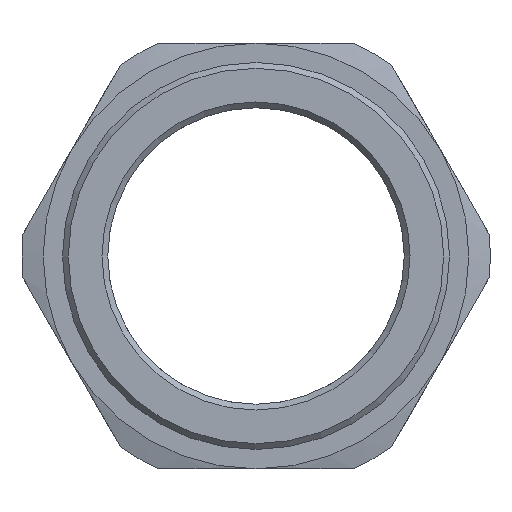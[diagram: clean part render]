
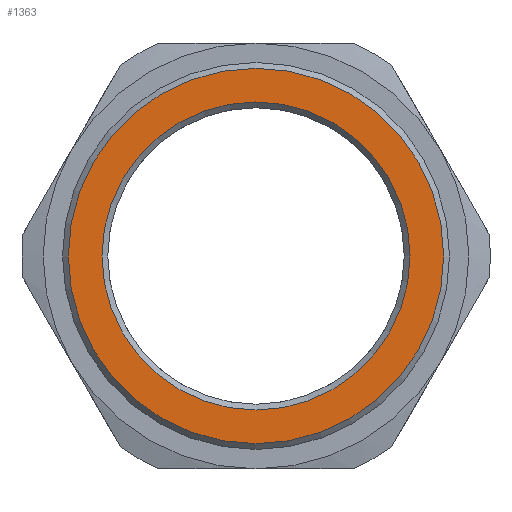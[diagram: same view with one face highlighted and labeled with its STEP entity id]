
A CAD part, left-side view. The second image highlights one B-rep face of the part: STEP entity #1363.
In plain terms, the highlighted planar face has unit normal (-1, 0, 0).
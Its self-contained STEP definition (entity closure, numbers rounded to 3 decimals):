
#194 = DIRECTION ( 'NONE',  ( 0., 0., -1. ) ) ;
#249 = CARTESIAN_POINT ( 'NONE',  ( 0., 0., 0. ) ) ;
#283 = FACE_BOUND ( 'NONE', #2383, .T. ) ;
#444 = ORIENTED_EDGE ( 'NONE', *, *, #604, .T. ) ;
#480 = CARTESIAN_POINT ( 'NONE',  ( 0., 0., -19.9 ) ) ;
#568 = CARTESIAN_POINT ( 'NONE',  ( 0., 0., 0. ) ) ;
#595 = VERTEX_POINT ( 'NONE', #480 ) ;
#604 = EDGE_CURVE ( 'NONE', #595, #595, #1953, .T. ) ;
#819 = DIRECTION ( 'NONE',  ( 0., 0., -1. ) ) ;
#851 = DIRECTION ( 'NONE',  ( 1., 0., 0. ) ) ;
#891 = CIRCLE ( 'NONE', #972, 24.25 ) ;
#972 = AXIS2_PLACEMENT_3D ( 'NONE', #568, #2296, #194 ) ;
#1181 = ORIENTED_EDGE ( 'NONE', *, *, #1373, .T. ) ;
#1296 = EDGE_LOOP ( 'NONE', ( #1181 ) ) ;
#1341 = PLANE ( 'NONE',  #1673 ) ;
#1363 = ADVANCED_FACE ( 'NONE', ( #1944, #283 ), #1341, .F. ) ;
#1373 = EDGE_CURVE ( 'NONE', #2355, #2355, #891, .T. ) ;
#1468 = CARTESIAN_POINT ( 'NONE',  ( 0., 0., -24.25 ) ) ;
#1673 = AXIS2_PLACEMENT_3D ( 'NONE', #2090, #1927, #1724 ) ;
#1724 = DIRECTION ( 'NONE',  ( 0., 0., -1. ) ) ;
#1927 = DIRECTION ( 'NONE',  ( 1., 0., 0. ) ) ;
#1944 = FACE_OUTER_BOUND ( 'NONE', #1296, .T. ) ;
#1953 = CIRCLE ( 'NONE', #1963, 19.9 ) ;
#1963 = AXIS2_PLACEMENT_3D ( 'NONE', #249, #851, #819 ) ;
#2090 = CARTESIAN_POINT ( 'NONE',  ( 0., 0., 0. ) ) ;
#2296 = DIRECTION ( 'NONE',  ( -1., 0., 0. ) ) ;
#2355 = VERTEX_POINT ( 'NONE', #1468 ) ;
#2383 = EDGE_LOOP ( 'NONE', ( #444 ) ) ;
